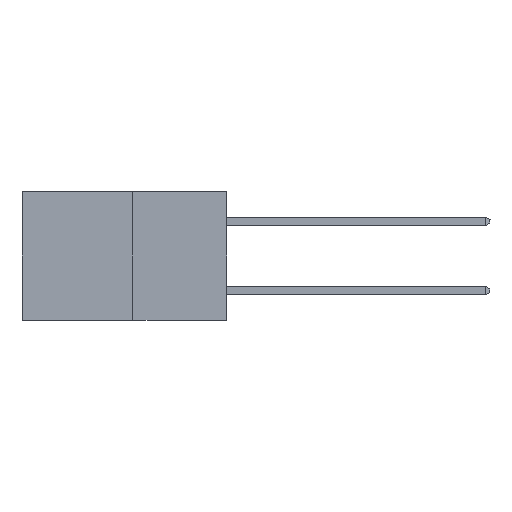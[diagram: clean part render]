
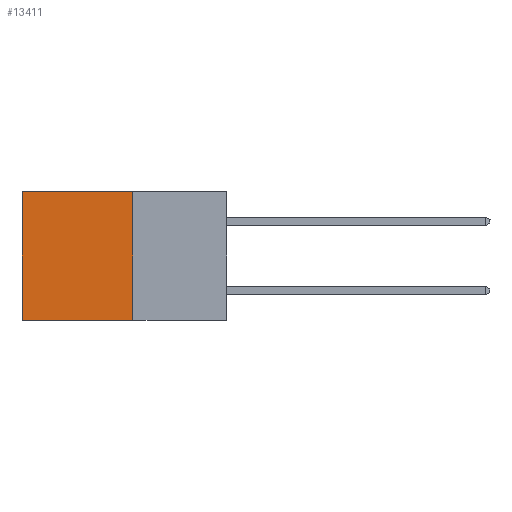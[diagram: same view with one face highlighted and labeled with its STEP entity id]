
A CAD part, left-side view. The second image highlights one B-rep face of the part: STEP entity #13411.
In plain terms, the highlighted planar face has unit normal (-1, 0, 0).
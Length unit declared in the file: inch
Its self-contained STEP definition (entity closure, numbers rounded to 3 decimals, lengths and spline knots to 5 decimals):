
#162 = VERTEX_POINT ( 'NONE', #529 ) ;
#529 = CARTESIAN_POINT ( 'NONE',  ( 0.277, 0.59, -0.37 ) ) ;
#824 = PLANE ( 'NONE',  #17138 ) ;
#3258 = EDGE_CURVE ( 'NONE', #18340, #162, #17120, .T. ) ;
#3513 = DIRECTION ( 'NONE',  ( 1., 0., 0. ) ) ;
#3884 = LINE ( 'NONE', #19869, #7203 ) ;
#4748 = VECTOR ( 'NONE', #17644, 39.37008 ) ;
#4816 = CARTESIAN_POINT ( 'NONE',  ( 0.277, 0.27, -0.37 ) ) ;
#5030 = EDGE_CURVE ( 'NONE', #8345, #6064, #3884, .T. ) ;
#5407 = CARTESIAN_POINT ( 'NONE',  ( 0.277, 0.27, -0.37 ) ) ;
#6064 = VERTEX_POINT ( 'NONE', #5407 ) ;
#6833 = CARTESIAN_POINT ( 'NONE',  ( 0.277, 0.27, 0. ) ) ;
#7203 = VECTOR ( 'NONE', #19803, 39.37008 ) ;
#7423 = DIRECTION ( 'NONE',  ( 0., 1., 0. ) ) ;
#7588 = CARTESIAN_POINT ( 'NONE',  ( 0.277, 0.27, 0. ) ) ;
#8345 = VERTEX_POINT ( 'NONE', #6833 ) ;
#8904 = ORIENTED_EDGE ( 'NONE', *, *, #3258, .T. ) ;
#9113 = VECTOR ( 'NONE', #7423, 39.37008 ) ;
#9186 = CARTESIAN_POINT ( 'NONE',  ( 0.277, 0.59, -0.37 ) ) ;
#9275 = CARTESIAN_POINT ( 'NONE',  ( 0.277, 0.59, 0. ) ) ;
#11410 = EDGE_CURVE ( 'NONE', #6064, #162, #14807, .T. ) ;
#11762 = EDGE_CURVE ( 'NONE', #8345, #18340, #12200, .T. ) ;
#11824 = ORIENTED_EDGE ( 'NONE', *, *, #11410, .F. ) ;
#12200 = LINE ( 'NONE', #7588, #9113 ) ;
#12313 = ORIENTED_EDGE ( 'NONE', *, *, #11762, .T. ) ;
#13034 = FACE_OUTER_BOUND ( 'NONE', #14512, .T. ) ;
#13411 = ADVANCED_FACE ( 'NONE', ( #13034 ), #824, .F. ) ;
#14321 = VECTOR ( 'NONE', #15562, 39.37008 ) ;
#14512 = EDGE_LOOP ( 'NONE', ( #8904, #11824, #14863, #12313 ) ) ;
#14807 = LINE ( 'NONE', #15292, #14321 ) ;
#14863 = ORIENTED_EDGE ( 'NONE', *, *, #5030, .F. ) ;
#15292 = CARTESIAN_POINT ( 'NONE',  ( 0.277, 0.27, -0.37 ) ) ;
#15562 = DIRECTION ( 'NONE',  ( 0., 1., 0. ) ) ;
#17120 = LINE ( 'NONE', #9186, #4748 ) ;
#17138 = AXIS2_PLACEMENT_3D ( 'NONE', #4816, #3513, #19725 ) ;
#17644 = DIRECTION ( 'NONE',  ( 0., 0., -1. ) ) ;
#18340 = VERTEX_POINT ( 'NONE', #9275 ) ;
#19725 = DIRECTION ( 'NONE',  ( 0., 0., -1. ) ) ;
#19803 = DIRECTION ( 'NONE',  ( 0., 0., -1. ) ) ;
#19869 = CARTESIAN_POINT ( 'NONE',  ( 0.277, 0.27, -0.37 ) ) ;
